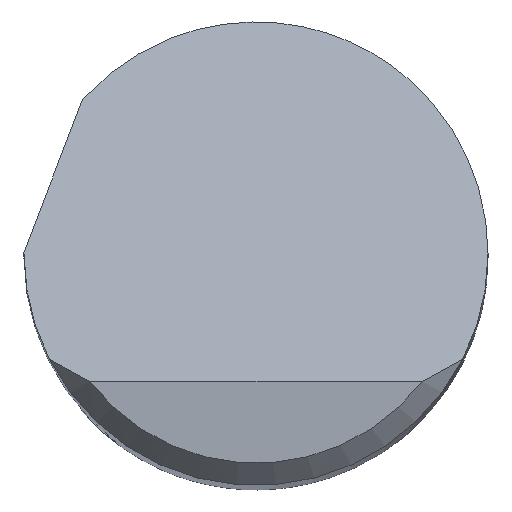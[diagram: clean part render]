
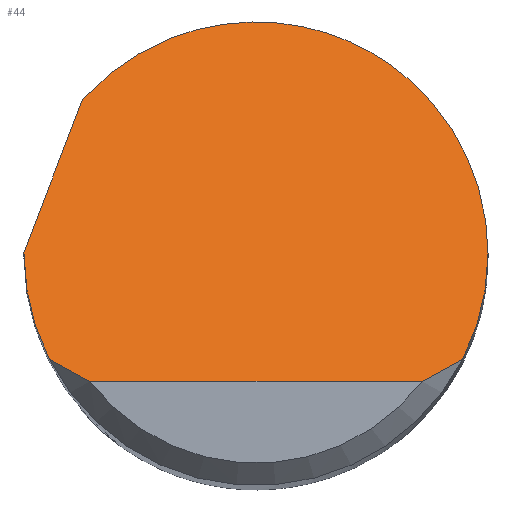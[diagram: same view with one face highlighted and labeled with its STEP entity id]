
A CAD part, top view. The second image highlights one B-rep face of the part: STEP entity #44.
In plain terms, the highlighted planar face has unit normal (0, 0.707, 0.707).
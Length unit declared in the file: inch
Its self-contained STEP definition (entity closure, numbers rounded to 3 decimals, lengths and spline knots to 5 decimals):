
#25 = VERTEX_POINT ( 'NONE', #582 ) ;
#35 = B_SPLINE_CURVE_WITH_KNOTS ( 'NONE', 3,
 ( #658, #585, #160, #739 ),
 .UNSPECIFIED., .F., .F.,
 ( 4, 4 ),
 ( 0., 0.00088 ),
 .UNSPECIFIED. ) ;
#42 = VERTEX_POINT ( 'NONE', #306 ) ;
#44 = ADVANCED_FACE ( 'NONE', ( #616 ), #818, .F. ) ;
#50 = VECTOR ( 'NONE', #446, 39.37008 ) ;
#51 = CARTESIAN_POINT ( 'NONE',  ( 0.13906, -0.07125, 1.985 ) ) ;
#92 = CARTESIAN_POINT ( 'NONE',  ( 0.15625, 0.17085, 1.7429 ) ) ;
#93 = EDGE_CURVE ( 'NONE', #365, #42, #675, .T. ) ;
#101 = LINE ( 'NONE', #161, #50 ) ;
#121 = CARTESIAN_POINT ( 'NONE',  ( -0.13906, -0.07125, 1.985 ) ) ;
#148 = CARTESIAN_POINT ( 'NONE',  ( 0.12131, -0.0816, 1.99535 ) ) ;
#160 = CARTESIAN_POINT ( 'NONE',  ( -0.12131, -0.0816, 1.99535 ) ) ;
#161 = CARTESIAN_POINT ( 'NONE',  ( -0.18741, -0.08028, 1.99403 ) ) ;
#172 = CARTESIAN_POINT ( 'NONE',  ( -0.15625, -0.08625, 2. ) ) ;
#189 = CARTESIAN_POINT ( 'NONE',  ( -0.15625, 0., 1.91375 ) ) ;
#190 = CARTESIAN_POINT ( 'NONE',  ( -0.15625, 0., 1.91375 ) ) ;
#208 = EDGE_CURVE ( 'NONE', #572, #484, #876, .T. ) ;
#231 = EDGE_CURVE ( 'NONE', #42, #572, #101, .T. ) ;
#232 = ORIENTED_EDGE ( 'NONE', *, *, #208, .F. ) ;
#233 = CARTESIAN_POINT ( 'NONE',  ( 0.15625, 0., 1.91375 ) ) ;
#239 = CARTESIAN_POINT ( 'NONE',  ( 0.15041, -0.04909, 1.96284 ) ) ;
#250 = CARTESIAN_POINT ( 'NONE',  ( -0.15625, 0.00067, 1.91308 ) ) ;
#261 = ORIENTED_EDGE ( 'NONE', *, *, #723, .F. ) ;
#267 = EDGE_LOOP ( 'NONE', ( #715, #889, #676, #232, #721, #781, #261, #436 ) ) ;
#295 = DIRECTION ( 'NONE',  ( 1., 0., 0. ) ) ;
#297 = B_SPLINE_CURVE_WITH_KNOTS ( 'NONE', 3,
 ( #732, #148, #355, #854 ),
 .UNSPECIFIED., .F., .F.,
 ( 4, 4 ),
 ( 0., 0.00088 ),
 .UNSPECIFIED. ) ;
#306 = CARTESIAN_POINT ( 'NONE',  ( -0.15625, 0.001, 1.91275 ) ) ;
#318 = CARTESIAN_POINT ( 'NONE',  ( -0.15625, -0.02489, 1.93864 ) ) ;
#323 = DIRECTION ( 'NONE',  ( 0., 0.707, -0.707 ) ) ;
#328 = CARTESIAN_POINT ( 'NONE',  ( 0.15625, 0., 1.91375 ) ) ;
#342 = LINE ( 'NONE', #433, #831 ) ;
#355 = CARTESIAN_POINT ( 'NONE',  ( 0.13035, -0.07657, 1.99032 ) ) ;
#365 = VERTEX_POINT ( 'NONE', #189 ) ;
#433 = CARTESIAN_POINT ( 'NONE',  ( 0., -0.08625, 2. ) ) ;
#436 = ORIENTED_EDGE ( 'NONE', *, *, #937, .T. ) ;
#445 = CARTESIAN_POINT ( 'NONE',  ( 0.15625, -0.02489, 1.93864 ) ) ;
#446 = DIRECTION ( 'NONE',  ( 0.262, 0.682, -0.682 ) ) ;
#464 = CARTESIAN_POINT ( 'NONE',  ( -0.15625, 0., 1.91375 ) ) ;
#467 = CARTESIAN_POINT ( 'NONE',  ( -0.13906, -0.07125, 1.985 ) ) ;
#484 = VERTEX_POINT ( 'NONE', #328 ) ;
#499 = AXIS2_PLACEMENT_3D ( 'NONE', #172, #829, #323 ) ;
#504 =( BOUNDED_CURVE ( )  B_SPLINE_CURVE ( 3, ( #121, #682, #318, #190 ),
 .UNSPECIFIED., .F., .T. ) 
 B_SPLINE_CURVE_WITH_KNOTS ( ( 4, 4 ),
 ( 4.23889, 4.71239 ),
 .UNSPECIFIED. ) 
 CURVE ( )  GEOMETRIC_REPRESENTATION_ITEM ( )  RATIONAL_B_SPLINE_CURVE ( ( 1., 0.981, 0.981, 1. ) ) 
 REPRESENTATION_ITEM ( '' )  );
#537 = CARTESIAN_POINT ( 'NONE',  ( -0.15625, 0.001, 1.91275 ) ) ;
#572 = VERTEX_POINT ( 'NONE', #731 ) ;
#582 = CARTESIAN_POINT ( 'NONE',  ( -0.11186, -0.08625, 2. ) ) ;
#585 = CARTESIAN_POINT ( 'NONE',  ( -0.13035, -0.07657, 1.99032 ) ) ;
#600 = CARTESIAN_POINT ( 'NONE',  ( 0.15625, 0., 1.91375 ) ) ;
#606 = EDGE_CURVE ( 'NONE', #25, #736, #342, .T. ) ;
#616 = FACE_OUTER_BOUND ( 'NONE', #267, .T. ) ;
#658 = CARTESIAN_POINT ( 'NONE',  ( -0.13906, -0.07125, 1.985 ) ) ;
#673 = CARTESIAN_POINT ( 'NONE',  ( -0.00347, 0.2315, 1.68225 ) ) ;
#675 =( BOUNDED_CURVE ( )  B_SPLINE_CURVE ( 3, ( #464, #903, #250, #537 ),
 .UNSPECIFIED., .F., .T. ) 
 B_SPLINE_CURVE_WITH_KNOTS ( ( 4, 4 ),
 ( 4.71239, 4.71879 ),
 .UNSPECIFIED. ) 
 CURVE ( )  GEOMETRIC_REPRESENTATION_ITEM ( )  RATIONAL_B_SPLINE_CURVE ( ( 1., 1., 1., 1. ) ) 
 REPRESENTATION_ITEM ( '' )  );
#676 = ORIENTED_EDGE ( 'NONE', *, *, #875, .F. ) ;
#682 = CARTESIAN_POINT ( 'NONE',  ( -0.15041, -0.04909, 1.96284 ) ) ;
#715 = ORIENTED_EDGE ( 'NONE', *, *, #606, .T. ) ;
#721 = ORIENTED_EDGE ( 'NONE', *, *, #231, .F. ) ;
#723 = EDGE_CURVE ( 'NONE', #738, #365, #504, .T. ) ;
#731 = CARTESIAN_POINT ( 'NONE',  ( -0.11687, 0.10371, 1.81004 ) ) ;
#732 = CARTESIAN_POINT ( 'NONE',  ( 0.11186, -0.08625, 2. ) ) ;
#733 = VERTEX_POINT ( 'NONE', #51 ) ;
#736 = VERTEX_POINT ( 'NONE', #925 ) ;
#738 = VERTEX_POINT ( 'NONE', #467 ) ;
#739 = CARTESIAN_POINT ( 'NONE',  ( -0.11186, -0.08625, 2. ) ) ;
#743 =( BOUNDED_CURVE ( )  B_SPLINE_CURVE ( 3, ( #233, #445, #239, #802 ),
 .UNSPECIFIED., .F., .T. ) 
 B_SPLINE_CURVE_WITH_KNOTS ( ( 4, 4 ),
 ( 1.5708, 2.04429 ),
 .UNSPECIFIED. ) 
 CURVE ( )  GEOMETRIC_REPRESENTATION_ITEM ( )  RATIONAL_B_SPLINE_CURVE ( ( 1., 0.981, 0.981, 1. ) ) 
 REPRESENTATION_ITEM ( '' )  );
#781 = ORIENTED_EDGE ( 'NONE', *, *, #93, .F. ) ;
#802 = CARTESIAN_POINT ( 'NONE',  ( 0.13906, -0.07125, 1.985 ) ) ;
#812 = EDGE_CURVE ( 'NONE', #736, #733, #297, .T. ) ;
#814 = CARTESIAN_POINT ( 'NONE',  ( -0.11687, 0.10371, 1.81004 ) ) ;
#818 = PLANE ( 'NONE',  #499 ) ;
#829 = DIRECTION ( 'NONE',  ( 0., -0.707, -0.707 ) ) ;
#831 = VECTOR ( 'NONE', #295, 39.37008 ) ;
#854 = CARTESIAN_POINT ( 'NONE',  ( 0.13906, -0.07125, 1.985 ) ) ;
#875 = EDGE_CURVE ( 'NONE', #484, #733, #743, .T. ) ;
#876 =( BOUNDED_CURVE ( )  B_SPLINE_CURVE ( 3, ( #814, #673, #92, #600 ),
 .UNSPECIFIED., .F., .T. ) 
 B_SPLINE_CURVE_WITH_KNOTS ( ( 4, 4 ),
 ( 5.4382, 7.85398 ),
 .UNSPECIFIED. ) 
 CURVE ( )  GEOMETRIC_REPRESENTATION_ITEM ( )  RATIONAL_B_SPLINE_CURVE ( ( 1., 0.57, 0.57, 1. ) ) 
 REPRESENTATION_ITEM ( '' )  );
#889 = ORIENTED_EDGE ( 'NONE', *, *, #812, .T. ) ;
#903 = CARTESIAN_POINT ( 'NONE',  ( -0.15625, 0.00033, 1.91342 ) ) ;
#925 = CARTESIAN_POINT ( 'NONE',  ( 0.11186, -0.08625, 2. ) ) ;
#937 = EDGE_CURVE ( 'NONE', #738, #25, #35, .T. ) ;
